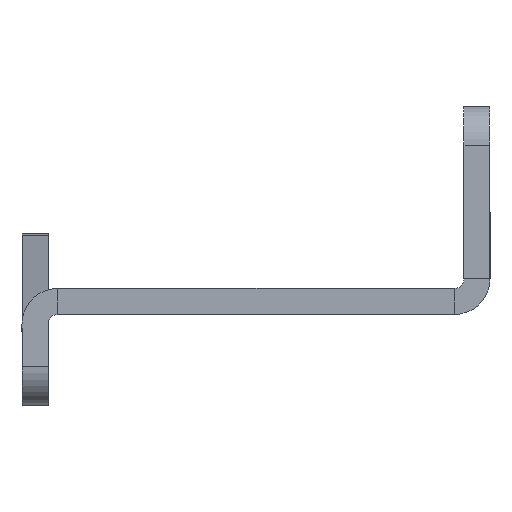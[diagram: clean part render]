
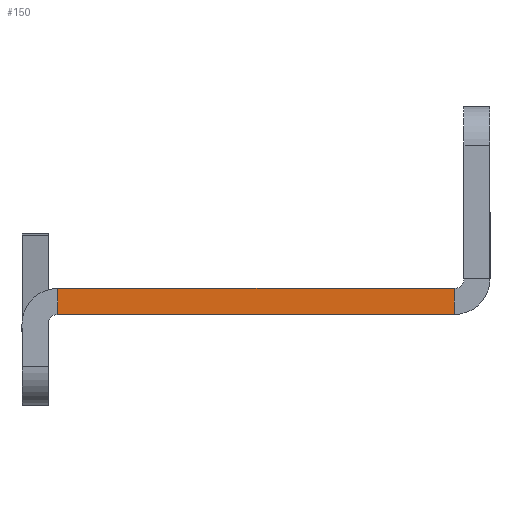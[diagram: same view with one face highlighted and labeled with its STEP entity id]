
A CAD part, left-side view. The second image highlights one B-rep face of the part: STEP entity #150.
In plain terms, the highlighted planar face has unit normal (-1, 0, 0).
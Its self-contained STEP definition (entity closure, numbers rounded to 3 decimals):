
#79 = LINE ( 'NONE', #347, #1234 ) ;
#85 = DIRECTION ( 'NONE',  ( 0., 1., 0. ) ) ;
#127 = CARTESIAN_POINT ( 'NONE',  ( -102.82, 2.737, -229.144 ) ) ;
#150 = ADVANCED_FACE ( 'NONE', ( #1640 ), #202, .F. ) ;
#202 = PLANE ( 'NONE',  #387 ) ;
#251 = VECTOR ( 'NONE', #85, 1000. ) ;
#299 = CARTESIAN_POINT ( 'NONE',  ( -102.82, 2.737, -231.144 ) ) ;
#347 = CARTESIAN_POINT ( 'NONE',  ( -102.82, 33.263, -231.144 ) ) ;
#360 = DIRECTION ( 'NONE',  ( 0., 0., -1. ) ) ;
#381 = ORIENTED_EDGE ( 'NONE', *, *, #934, .T. ) ;
#387 = AXIS2_PLACEMENT_3D ( 'NONE', #750, #1287, #360 ) ;
#561 = EDGE_CURVE ( 'NONE', #716, #1520, #79, .T. ) ;
#563 = VECTOR ( 'NONE', #1293, 1000. ) ;
#625 = ORIENTED_EDGE ( 'NONE', *, *, #1556, .F. ) ;
#674 = VECTOR ( 'NONE', #906, 1000. ) ;
#703 = ORIENTED_EDGE ( 'NONE', *, *, #561, .F. ) ;
#716 = VERTEX_POINT ( 'NONE', #1456 ) ;
#741 = DIRECTION ( 'NONE',  ( 0., 0., 1. ) ) ;
#750 = CARTESIAN_POINT ( 'NONE',  ( -102.82, 36., -231.144 ) ) ;
#812 = ORIENTED_EDGE ( 'NONE', *, *, #1464, .F. ) ;
#904 = VERTEX_POINT ( 'NONE', #299 ) ;
#906 = DIRECTION ( 'NONE',  ( 0., 0., -1. ) ) ;
#934 = EDGE_CURVE ( 'NONE', #1541, #1520, #1646, .T. ) ;
#983 = CARTESIAN_POINT ( 'NONE',  ( -102.82, 36., -229.144 ) ) ;
#1026 = EDGE_LOOP ( 'NONE', ( #703, #812, #625, #381 ) ) ;
#1034 = LINE ( 'NONE', #1563, #674 ) ;
#1055 = CARTESIAN_POINT ( 'NONE',  ( -102.82, 33.263, -229.144 ) ) ;
#1234 = VECTOR ( 'NONE', #741, 1000. ) ;
#1287 = DIRECTION ( 'NONE',  ( 1., 0., 0. ) ) ;
#1292 = CARTESIAN_POINT ( 'NONE',  ( -102.82, 0., -231.144 ) ) ;
#1293 = DIRECTION ( 'NONE',  ( 0., 1., 0. ) ) ;
#1456 = CARTESIAN_POINT ( 'NONE',  ( -102.82, 33.263, -231.144 ) ) ;
#1464 = EDGE_CURVE ( 'NONE', #904, #716, #1653, .T. ) ;
#1520 = VERTEX_POINT ( 'NONE', #1055 ) ;
#1541 = VERTEX_POINT ( 'NONE', #127 ) ;
#1556 = EDGE_CURVE ( 'NONE', #1541, #904, #1034, .T. ) ;
#1563 = CARTESIAN_POINT ( 'NONE',  ( -102.82, 2.737, -229.144 ) ) ;
#1640 = FACE_OUTER_BOUND ( 'NONE', #1026, .T. ) ;
#1646 = LINE ( 'NONE', #983, #563 ) ;
#1653 = LINE ( 'NONE', #1292, #251 ) ;
